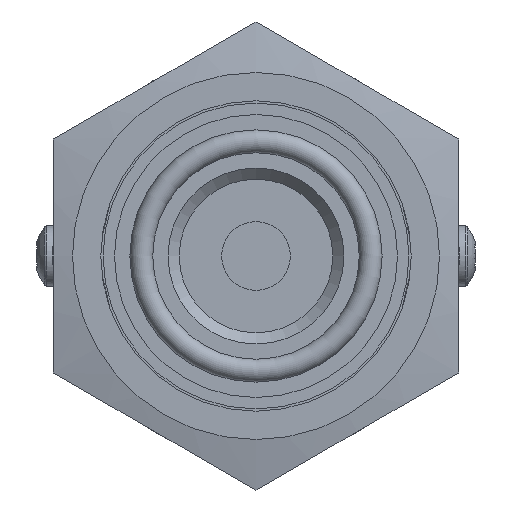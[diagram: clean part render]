
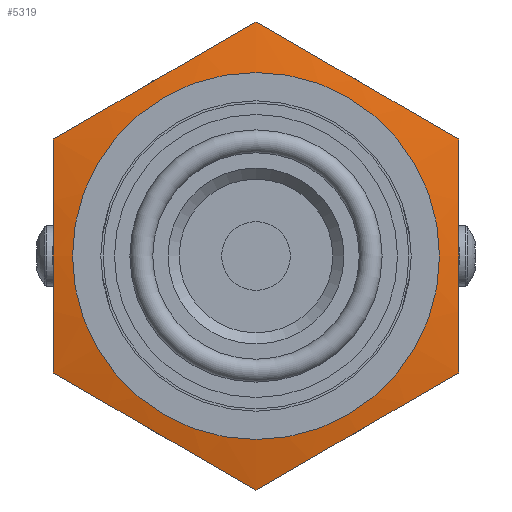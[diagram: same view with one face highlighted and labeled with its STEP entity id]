
A CAD part, front view. The second image highlights one B-rep face of the part: STEP entity #5319.
In plain terms, the highlighted conical face has half-angle 78.69 degrees and reference radius 14.097 mm.
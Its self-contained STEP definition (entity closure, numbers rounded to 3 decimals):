
#71=(
BOUNDED_CURVE()
B_SPLINE_CURVE(2,(#14583,#14584,#14585),.UNSPECIFIED.,.F.,.F.)
B_SPLINE_CURVE_WITH_KNOTS((3,3),(0.076,1.657),
 .UNSPECIFIED.)
CURVE()
GEOMETRIC_REPRESENTATION_ITEM()
RATIONAL_B_SPLINE_CURVE((1.016,1.173,1.016))
REPRESENTATION_ITEM('')
);
#72=(
BOUNDED_CURVE()
B_SPLINE_CURVE(2,(#14590,#14591,#14592),.UNSPECIFIED.,.F.,.F.)
B_SPLINE_CURVE_WITH_KNOTS((3,3),(0.076,1.657),
 .UNSPECIFIED.)
CURVE()
GEOMETRIC_REPRESENTATION_ITEM()
RATIONAL_B_SPLINE_CURVE((1.016,1.173,1.016))
REPRESENTATION_ITEM('')
);
#73=(
BOUNDED_CURVE()
B_SPLINE_CURVE(2,(#14597,#14598,#14599),.UNSPECIFIED.,.F.,.F.)
B_SPLINE_CURVE_WITH_KNOTS((3,3),(7.932,11.366),
 .UNSPECIFIED.)
CURVE()
GEOMETRIC_REPRESENTATION_ITEM()
RATIONAL_B_SPLINE_CURVE((4.35,4.687,4.687))
REPRESENTATION_ITEM('')
);
#74=(
BOUNDED_CURVE()
B_SPLINE_CURVE(2,(#14600,#14601,#14602),.UNSPECIFIED.,.F.,.F.)
B_SPLINE_CURVE_WITH_KNOTS((3,3),(11.366,14.8),
 .UNSPECIFIED.)
CURVE()
GEOMETRIC_REPRESENTATION_ITEM()
RATIONAL_B_SPLINE_CURVE((4.687,4.687,4.35))
REPRESENTATION_ITEM('')
);
#75=(
BOUNDED_CURVE()
B_SPLINE_CURVE(2,(#14607,#14608,#14609),.UNSPECIFIED.,.F.,.F.)
B_SPLINE_CURVE_WITH_KNOTS((3,3),(0.076,1.657),
 .UNSPECIFIED.)
CURVE()
GEOMETRIC_REPRESENTATION_ITEM()
RATIONAL_B_SPLINE_CURVE((1.016,1.173,1.016))
REPRESENTATION_ITEM('')
);
#76=(
BOUNDED_CURVE()
B_SPLINE_CURVE(2,(#14611,#14612,#14613),.UNSPECIFIED.,.F.,.F.)
B_SPLINE_CURVE_WITH_KNOTS((3,3),(0.076,1.657),
 .UNSPECIFIED.)
CURVE()
GEOMETRIC_REPRESENTATION_ITEM()
RATIONAL_B_SPLINE_CURVE((1.016,1.173,1.016))
REPRESENTATION_ITEM('')
);
#77=(
BOUNDED_CURVE()
B_SPLINE_CURVE(2,(#14614,#14615,#14616),.UNSPECIFIED.,.F.,.F.)
B_SPLINE_CURVE_WITH_KNOTS((3,3),(0.076,1.657),
 .UNSPECIFIED.)
CURVE()
GEOMETRIC_REPRESENTATION_ITEM()
RATIONAL_B_SPLINE_CURVE((1.016,1.173,1.016))
REPRESENTATION_ITEM('')
);
#312=CONICAL_SURFACE('',#5886,14.097,1.373);
#751=FACE_OUTER_BOUND('',#1077,.T.);
#1077=EDGE_LOOP('',(#4810,#4811,#4812,#4813,#4814,#4815,#4816,#4817,#4818,
#4819));
#1347=CIRCLE('',#5887,12.192);
#1662=LINE('',#14618,#1978);
#1978=VECTOR('',#7256,14.097);
#2490=VERTEX_POINT('',#14580);
#2491=VERTEX_POINT('',#14582);
#2492=VERTEX_POINT('',#14588);
#2493=VERTEX_POINT('',#14594);
#2494=VERTEX_POINT('',#14596);
#2496=VERTEX_POINT('',#14606);
#2497=VERTEX_POINT('',#14610);
#2498=VERTEX_POINT('',#14617);
#3269=EDGE_CURVE('',#2490,#2491,#71,.T.);
#3272=EDGE_CURVE('',#2492,#2490,#72,.T.);
#3274=EDGE_CURVE('',#2493,#2494,#73,.T.);
#3275=EDGE_CURVE('',#2494,#2492,#74,.T.);
#3277=EDGE_CURVE('',#2496,#2493,#75,.T.);
#3278=EDGE_CURVE('',#2497,#2496,#76,.T.);
#3279=EDGE_CURVE('',#2491,#2497,#77,.T.);
#3280=EDGE_CURVE('',#2494,#2498,#1662,.T.);
#3281=EDGE_CURVE('',#2498,#2498,#1347,.T.);
#4810=ORIENTED_EDGE('',*,*,#3274,.F.);
#4811=ORIENTED_EDGE('',*,*,#3277,.F.);
#4812=ORIENTED_EDGE('',*,*,#3278,.F.);
#4813=ORIENTED_EDGE('',*,*,#3279,.F.);
#4814=ORIENTED_EDGE('',*,*,#3269,.F.);
#4815=ORIENTED_EDGE('',*,*,#3272,.F.);
#4816=ORIENTED_EDGE('',*,*,#3275,.F.);
#4817=ORIENTED_EDGE('',*,*,#3280,.T.);
#4818=ORIENTED_EDGE('',*,*,#3281,.F.);
#4819=ORIENTED_EDGE('',*,*,#3280,.F.);
#5319=ADVANCED_FACE('',(#751),#312,.T.);
#5886=AXIS2_PLACEMENT_3D('',#14605,#7254,#7255);
#5887=AXIS2_PLACEMENT_3D('',#14619,#7257,#7258);
#7254=DIRECTION('center_axis',(0.,1.,0.));
#7255=DIRECTION('ref_axis',(1.,0.,0.));
#7256=DIRECTION('',(0.981,-0.196,0.));
#7257=DIRECTION('center_axis',(0.,-1.,0.));
#7258=DIRECTION('ref_axis',(1.,0.,0.));
#14580=CARTESIAN_POINT('',(0.,-48.354,15.545));
#14582=CARTESIAN_POINT('',(13.462,-48.354,7.773));
#14583=CARTESIAN_POINT('Ctrl Pts',(0.,-48.354,15.545));
#14584=CARTESIAN_POINT('Ctrl Pts',(6.731,-49.132,11.659));
#14585=CARTESIAN_POINT('Ctrl Pts',(13.462,-48.354,7.773));
#14588=CARTESIAN_POINT('',(-13.462,-48.354,7.773));
#14590=CARTESIAN_POINT('Ctrl Pts',(-13.462,-48.354,7.773));
#14591=CARTESIAN_POINT('Ctrl Pts',(-6.731,-49.132,11.659));
#14592=CARTESIAN_POINT('Ctrl Pts',(0.,-48.354,15.545));
#14594=CARTESIAN_POINT('',(-13.462,-48.355,-7.772));
#14596=CARTESIAN_POINT('',(-13.462,-48.771,0.));
#14597=CARTESIAN_POINT('Ctrl Pts',(-13.462,-48.355,-7.772));
#14598=CARTESIAN_POINT('Ctrl Pts',(-13.462,-48.771,-3.607));
#14599=CARTESIAN_POINT('Ctrl Pts',(-13.462,-48.771,0.));
#14600=CARTESIAN_POINT('Ctrl Pts',(-13.462,-48.771,0.));
#14601=CARTESIAN_POINT('Ctrl Pts',(-13.462,-48.771,3.607));
#14602=CARTESIAN_POINT('Ctrl Pts',(-13.462,-48.354,7.773));
#14605=CARTESIAN_POINT('Origin',(0.,-48.644,0.));
#14606=CARTESIAN_POINT('',(0.,-48.355,-15.544));
#14607=CARTESIAN_POINT('Ctrl Pts',(0.,-48.355,-15.544));
#14608=CARTESIAN_POINT('Ctrl Pts',(-6.731,-49.132,-11.658));
#14609=CARTESIAN_POINT('Ctrl Pts',(-13.462,-48.355,-7.772));
#14610=CARTESIAN_POINT('',(13.462,-48.355,-7.772));
#14611=CARTESIAN_POINT('Ctrl Pts',(13.462,-48.355,-7.772));
#14612=CARTESIAN_POINT('Ctrl Pts',(6.731,-49.132,-11.658));
#14613=CARTESIAN_POINT('Ctrl Pts',(0.,-48.355,-15.544));
#14614=CARTESIAN_POINT('Ctrl Pts',(13.462,-48.354,7.773));
#14615=CARTESIAN_POINT('Ctrl Pts',(13.462,-49.132,0.));
#14616=CARTESIAN_POINT('Ctrl Pts',(13.462,-48.355,-7.772));
#14617=CARTESIAN_POINT('',(-12.192,-49.025,0.));
#14618=CARTESIAN_POINT('',(-14.097,-48.644,0.));
#14619=CARTESIAN_POINT('Origin',(0.,-49.025,0.));
